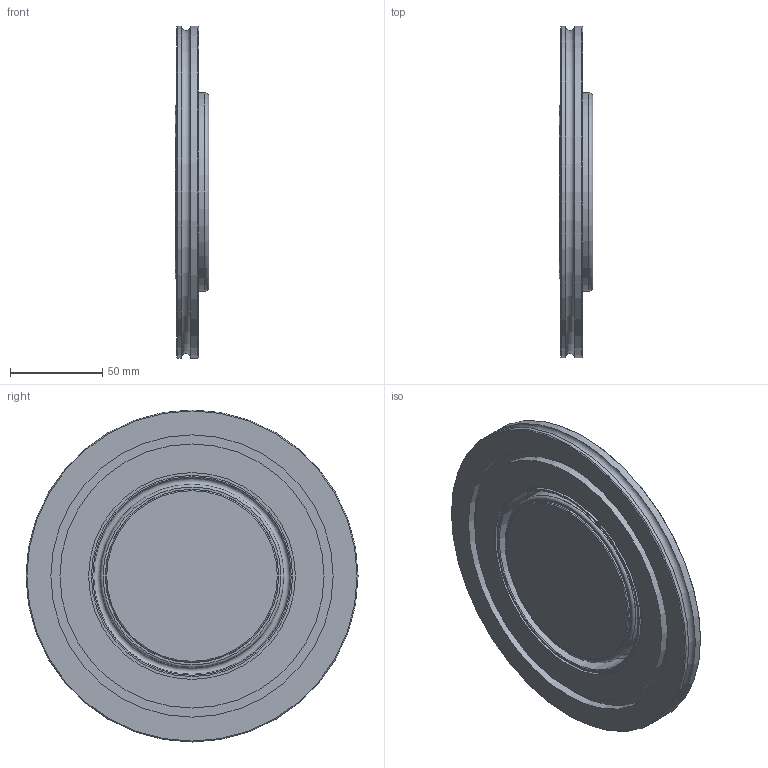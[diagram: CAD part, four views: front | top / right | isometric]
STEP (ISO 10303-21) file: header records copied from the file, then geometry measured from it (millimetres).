
FILE_DESCRIPTION(/* description */ (''),/* implementation_level */ '2;1');
FILE_NAME(/* name */ 'VP-160LF.stp',/* time_stamp */ '2023-08-17T16:23:38+01:00',/* author */ ('PaulJarvis'),/* organization */ (''),/* preprocessor_version */ 'ST-DEVELOPER v19.2',/* originating_system */ 'Autodesk Inventor 2023',/* authorisation */ '');
FILE_SCHEMA (('AUTOMOTIVE_DESIGN { 1 0 10303 214 3 1 1 }','TECHNICAL_DATA_PACKAGING'));
Length unit declared in the file: millimetre
Products named in the file (4): VP-160LF; flange; spinning; glass
Assembly tree (3 placements, depth 2):
  VP-160LF
    flange
    spinning
    glass
Bounding box: 18.29 x 180 x 180 mm (x, y, z)
Volume: 220459 mm3; surface area: 93399.6 mm2
Topology: 3 solids, 3 shells, 41 faces, 78 edges, 51 vertices
Faces by surface type: cylinder 16, plane 14, torus 9, cone 2
Full cylindrical faces by diameter (mm): 93.5 x1, 93.98 x1, 98 x1, 98.48 x1, 99.48 x1, 106.6 x1, 107.6 x2, 109.1 x1, 112.1 x1, 143.2 x1, 153 x1, 158 x1, 175 x1, 180 x2
Entity records: 1239 total; most frequent: DIRECTION 234, CARTESIAN_POINT 177, ORIENTED_EDGE 156, AXIS2_PLACEMENT_3D 108, EDGE_CURVE 78, CIRCLE 60, EDGE_LOOP 53, VERTEX_POINT 51
